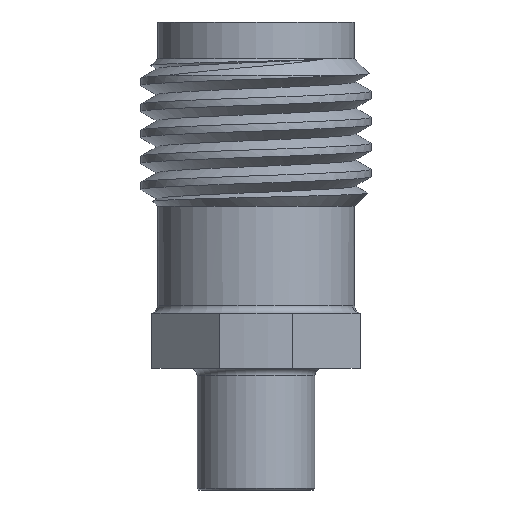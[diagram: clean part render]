
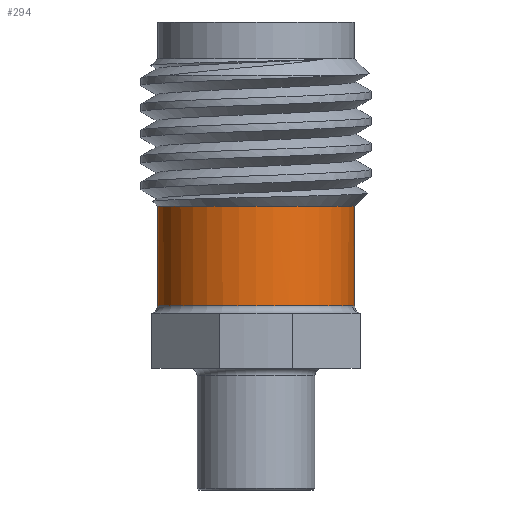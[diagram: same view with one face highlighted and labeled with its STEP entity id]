
A CAD part, front view. The second image highlights one B-rep face of the part: STEP entity #294.
In plain terms, the highlighted cylindrical face has radius 2.675 mm (diameter 5.35 mm), a partial arc.
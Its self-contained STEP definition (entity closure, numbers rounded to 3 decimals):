
#20 = CARTESIAN_POINT ( 'NONE',  ( 2.675, 0., 0. ) ) ;
#63 = DIRECTION ( 'NONE',  ( 0., 0., 1. ) ) ;
#89 = VERTEX_POINT ( 'NONE', #90 ) ;
#90 = CARTESIAN_POINT ( 'NONE',  ( -2.675, 0., -5. ) ) ;
#100 = CARTESIAN_POINT ( 'NONE',  ( 0., 0., 0. ) ) ;
#141 = CARTESIAN_POINT ( 'NONE',  ( -2.659, -0.333, -7.7 ) ) ;
#215 = B_SPLINE_CURVE_WITH_KNOTS ( 'NONE', 3,
 ( #1460, #1840, #141, #2461 ),
 .UNSPECIFIED., .F., .F.,
 ( 4, 4 ),
 ( 0., 0.001 ),
 .UNSPECIFIED. ) ;
#292 = EDGE_CURVE ( 'NONE', #1437, #1731, #1858, .T. ) ;
#294 = ADVANCED_FACE ( 'NONE', ( #1994 ), #2669, .T. ) ;
#362 = VERTEX_POINT ( 'NONE', #429 ) ;
#381 = CARTESIAN_POINT ( 'NONE',  ( 2.675, 0., -7.706 ) ) ;
#427 = ORIENTED_EDGE ( 'NONE', *, *, #1982, .F. ) ;
#429 = CARTESIAN_POINT ( 'NONE',  ( -2.628, -0.497, -7.7 ) ) ;
#441 = CARTESIAN_POINT ( 'NONE',  ( 2.628, -0.497, -7.7 ) ) ;
#456 = ORIENTED_EDGE ( 'NONE', *, *, #2334, .T. ) ;
#500 = DIRECTION ( 'NONE',  ( 0., 0., 1. ) ) ;
#683 = AXIS2_PLACEMENT_3D ( 'NONE', #1513, #63, #720 ) ;
#720 = DIRECTION ( 'NONE',  ( -1., 0., 0. ) ) ;
#837 = EDGE_CURVE ( 'NONE', #2138, #89, #1348, .T. ) ;
#872 = AXIS2_PLACEMENT_3D ( 'NONE', #100, #2024, #1784 ) ;
#880 = AXIS2_PLACEMENT_3D ( 'NONE', #2601, #1304, #1261 ) ;
#891 = VERTEX_POINT ( 'NONE', #2000 ) ;
#966 = CARTESIAN_POINT ( 'NONE',  ( 2.675, -0.167, -7.706 ) ) ;
#1196 = EDGE_CURVE ( 'NONE', #1731, #891, #2104, .T. ) ;
#1261 = DIRECTION ( 'NONE',  ( 1., 0., 0. ) ) ;
#1304 = DIRECTION ( 'NONE',  ( 0., 0., 1. ) ) ;
#1329 = CARTESIAN_POINT ( 'NONE',  ( -2.675, 0., -7.706 ) ) ;
#1348 = LINE ( 'NONE', #1734, #1535 ) ;
#1384 = VECTOR ( 'NONE', #1450, 1000. ) ;
#1420 = ORIENTED_EDGE ( 'NONE', *, *, #292, .T. ) ;
#1437 = VERTEX_POINT ( 'NONE', #441 ) ;
#1450 = DIRECTION ( 'NONE',  ( 0., 0., 1. ) ) ;
#1460 = CARTESIAN_POINT ( 'NONE',  ( -2.675, 0., -7.706 ) ) ;
#1513 = CARTESIAN_POINT ( 'NONE',  ( 0., 0., -7.7 ) ) ;
#1535 = VECTOR ( 'NONE', #500, 1000. ) ;
#1731 = VERTEX_POINT ( 'NONE', #2333 ) ;
#1734 = CARTESIAN_POINT ( 'NONE',  ( -2.675, 0., 0. ) ) ;
#1784 = DIRECTION ( 'NONE',  ( 1., 0., 0. ) ) ;
#1798 = EDGE_CURVE ( 'NONE', #362, #1437, #2458, .T. ) ;
#1799 = CIRCLE ( 'NONE', #880, 2.675 ) ;
#1840 = CARTESIAN_POINT ( 'NONE',  ( -2.675, -0.166, -7.706 ) ) ;
#1858 = B_SPLINE_CURVE_WITH_KNOTS ( 'NONE', 3,
 ( #2011, #2221, #966, #381 ),
 .UNSPECIFIED., .F., .F.,
 ( 4, 4 ),
 ( 0., 0. ),
 .UNSPECIFIED. ) ;
#1982 = EDGE_CURVE ( 'NONE', #89, #891, #1799, .T. ) ;
#1994 = FACE_OUTER_BOUND ( 'NONE', #2714, .T. ) ;
#2000 = CARTESIAN_POINT ( 'NONE',  ( 2.675, 0., -5. ) ) ;
#2011 = CARTESIAN_POINT ( 'NONE',  ( 2.628, -0.497, -7.7 ) ) ;
#2024 = DIRECTION ( 'NONE',  ( 0., 0., 1. ) ) ;
#2042 = ORIENTED_EDGE ( 'NONE', *, *, #1196, .T. ) ;
#2104 = LINE ( 'NONE', #20, #1384 ) ;
#2138 = VERTEX_POINT ( 'NONE', #1329 ) ;
#2221 = CARTESIAN_POINT ( 'NONE',  ( 2.66, -0.332, -7.7 ) ) ;
#2333 = CARTESIAN_POINT ( 'NONE',  ( 2.675, 0., -7.706 ) ) ;
#2334 = EDGE_CURVE ( 'NONE', #2138, #362, #215, .T. ) ;
#2458 = CIRCLE ( 'NONE', #683, 2.675 ) ;
#2461 = CARTESIAN_POINT ( 'NONE',  ( -2.628, -0.497, -7.7 ) ) ;
#2601 = CARTESIAN_POINT ( 'NONE',  ( 0., 0., -5. ) ) ;
#2669 = CYLINDRICAL_SURFACE ( 'NONE', #872, 2.675 ) ;
#2697 = ORIENTED_EDGE ( 'NONE', *, *, #1798, .T. ) ;
#2714 = EDGE_LOOP ( 'NONE', ( #2750, #456, #2697, #1420, #2042, #427 ) ) ;
#2750 = ORIENTED_EDGE ( 'NONE', *, *, #837, .F. ) ;
